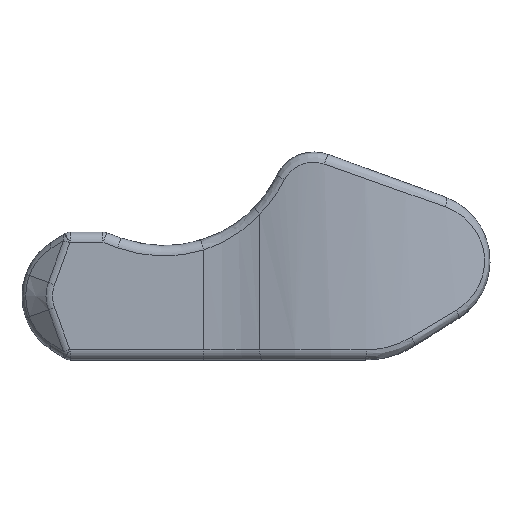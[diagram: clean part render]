
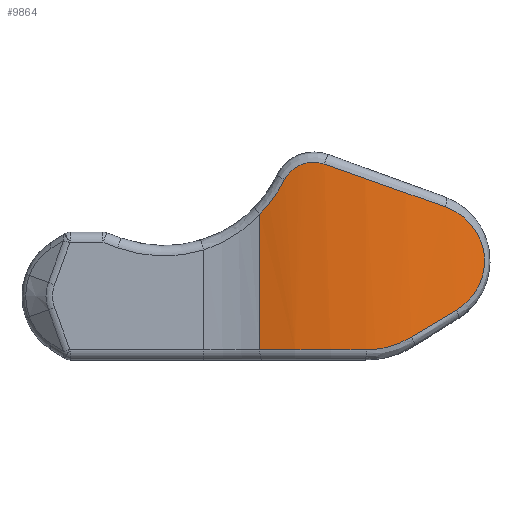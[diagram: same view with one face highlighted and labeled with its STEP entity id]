
A CAD part, left-side view. The second image highlights one B-rep face of the part: STEP entity #9864.
In plain terms, the highlighted cylindrical face has radius 154 mm (diameter 308 mm), a partial arc.
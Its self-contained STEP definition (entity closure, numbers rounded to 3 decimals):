
#577=CARTESIAN_POINT('',(-54.284,111.707,100.761));
#578=CARTESIAN_POINT('',(-54.579,110.505,101.972));
#579=CARTESIAN_POINT('',(-55.116,108.191,104.489));
#580=CARTESIAN_POINT('',(-55.786,104.98,108.575));
#581=CARTESIAN_POINT('',(-56.328,102.093,112.917));
#582=CARTESIAN_POINT('',(-56.612,100.415,115.936));
#583=CARTESIAN_POINT('',(-56.738,99.635,117.479));
#585=CARTESIAN_POINT('',(-56.738,99.635,117.479));
#586=CARTESIAN_POINT('',(-56.783,99.357,118.029));
#587=CARTESIAN_POINT('',(-56.882,98.737,119.087));
#588=CARTESIAN_POINT('',(-57.055,97.607,120.564));
#589=CARTESIAN_POINT('',(-57.243,96.3,121.895));
#590=CARTESIAN_POINT('',(-57.442,94.833,123.064));
#591=CARTESIAN_POINT('',(-57.642,93.229,124.05));
#592=CARTESIAN_POINT('',(-57.836,91.515,124.84));
#593=CARTESIAN_POINT('',(-58.02,89.713,125.421));
#594=CARTESIAN_POINT('',(-58.187,87.853,125.785));
#595=CARTESIAN_POINT('',(-58.334,85.963,125.927));
#596=CARTESIAN_POINT('',(-58.457,84.072,125.845));
#597=CARTESIAN_POINT('',(-58.556,82.203,125.542));
#598=CARTESIAN_POINT('',(-58.605,80.998,125.196));
#599=CARTESIAN_POINT('',(-58.625,80.404,124.987));
#601=CARTESIAN_POINT('',(-58.625,80.404,124.987));
#602=CARTESIAN_POINT('',(-58.742,77.077,123.815));
#603=CARTESIAN_POINT('',(-58.759,70.418,121.47));
#604=CARTESIAN_POINT('',(-58.138,60.449,117.96));
#605=CARTESIAN_POINT('',(-56.873,50.545,114.472));
#606=CARTESIAN_POINT('',(-54.971,40.75,111.023));
#607=CARTESIAN_POINT('',(-52.441,31.105,107.626));
#608=CARTESIAN_POINT('',(-50.344,24.805,105.407));
#609=CARTESIAN_POINT('',(-49.196,21.692,104.311));
#611=CARTESIAN_POINT('',(-49.196,21.692,104.311));
#612=CARTESIAN_POINT('',(-48.824,20.684,103.956));
#613=CARTESIAN_POINT('',(-48.075,18.721,103.143));
#614=CARTESIAN_POINT('',(-46.937,15.906,101.6));
#615=CARTESIAN_POINT('',(-45.825,13.303,99.775));
#616=CARTESIAN_POINT('',(-44.766,10.939,97.696));
#617=CARTESIAN_POINT('',(-43.788,8.847,95.403));
#618=CARTESIAN_POINT('',(-42.915,7.045,92.934));
#619=CARTESIAN_POINT('',(-42.166,5.546,90.326));
#620=CARTESIAN_POINT('',(-41.557,4.356,87.619));
#621=CARTESIAN_POINT('',(-41.1,3.478,84.851));
#622=CARTESIAN_POINT('',(-40.797,2.905,82.049));
#623=CARTESIAN_POINT('',(-40.651,2.63,79.234));
#624=CARTESIAN_POINT('',(-40.66,2.648,76.418));
#625=CARTESIAN_POINT('',(-40.826,2.959,73.605));
#626=CARTESIAN_POINT('',(-41.148,3.569,70.806));
#627=CARTESIAN_POINT('',(-41.624,4.485,68.045));
#628=CARTESIAN_POINT('',(-42.25,5.712,65.349));
#629=CARTESIAN_POINT('',(-43.015,7.249,62.756));
#630=CARTESIAN_POINT('',(-43.903,9.089,60.305));
#631=CARTESIAN_POINT('',(-44.892,11.215,58.037));
#632=CARTESIAN_POINT('',(-45.959,13.61,55.988));
#633=CARTESIAN_POINT('',(-46.7,15.356,54.797));
#634=CARTESIAN_POINT('',(-47.077,16.27,54.245));
#636=CARTESIAN_POINT('',(-47.077,16.27,54.245));
#637=CARTESIAN_POINT('',(-48.049,18.625,52.823));
#638=CARTESIAN_POINT('',(-49.877,23.387,49.949));
#639=CARTESIAN_POINT('',(-52.266,30.674,45.549));
#640=CARTESIAN_POINT('',(-53.618,35.614,42.567));
#641=CARTESIAN_POINT('',(-54.232,38.102,41.065));
#643=CARTESIAN_POINT('',(-54.232,38.102,41.065));
#644=CARTESIAN_POINT('',(-54.505,39.208,40.397));
#645=CARTESIAN_POINT('',(-55.037,41.467,39.173));
#646=CARTESIAN_POINT('',(-55.785,45.013,37.654));
#647=CARTESIAN_POINT('',(-56.466,48.67,36.468));
#648=CARTESIAN_POINT('',(-57.068,52.408,35.62));
#649=CARTESIAN_POINT('',(-57.582,56.193,35.112));
#650=CARTESIAN_POINT('',(-57.861,58.721,35.));
#651=CARTESIAN_POINT('',(-57.986,59.988,35.));
#653=CARTESIAN_POINT('',(95.28,75.01,35.));
#654=DIRECTION('',(0.,0.,-1.));
#655=DIRECTION('',(-0.995,-0.098,0.));
#656=AXIS2_PLACEMENT_3D('',#653,#654,#655);
#658=DIRECTION('',(0.,0.,-1.));
#659=VECTOR('',#658,65.761);
#660=CARTESIAN_POINT('',(-54.284,111.707,100.761));
#661=LINE('',#660,#659);
#680=CARTESIAN_POINT('',(-54.284,111.707,100.761));
#8061=VERTEX_POINT('',#680);
#8064=VERTEX_POINT('',#583);
#8066=VERTEX_POINT('',#599);
#8068=VERTEX_POINT('',#609);
#8070=VERTEX_POINT('',#634);
#8072=VERTEX_POINT('',#641);
#8074=VERTEX_POINT('',#651);
#8076=CARTESIAN_POINT('',(-54.284,111.707,35.));
#8077=VERTEX_POINT('',#8076);
#9842=CARTESIAN_POINT('',(95.28,75.01,1.));
#9843=DIRECTION('',(0.,0.,1.));
#9844=DIRECTION('',(0.971,-0.238,0.));
#9845=AXIS2_PLACEMENT_3D('',#9842,#9843,#9844);
#9846=CYLINDRICAL_SURFACE('',#9845,154.);
#9848=ORIENTED_EDGE('',*,*,#9847,.T.);
#9850=ORIENTED_EDGE('',*,*,#9849,.T.);
#9852=ORIENTED_EDGE('',*,*,#9851,.T.);
#9853=ORIENTED_EDGE('',*,*,#9832,.T.);
#9855=ORIENTED_EDGE('',*,*,#9854,.T.);
#9857=ORIENTED_EDGE('',*,*,#9856,.T.);
#9859=ORIENTED_EDGE('',*,*,#9858,.T.);
#9861=ORIENTED_EDGE('',*,*,#9860,.F.);
#9862=EDGE_LOOP('',(#9848,#9850,#9852,#9853,#9855,#9857,#9859,#9861));
#9863=FACE_OUTER_BOUND('',#9862,.F.);
#9864=ADVANCED_FACE('',(#9863),#9846,.T.);
#584=B_SPLINE_CURVE_WITH_KNOTS('',3,(#577,#578,#579,#580,#581,#582,#583),
.UNSPECIFIED.,.F.,.F.,(4,1,1,1,4),(0.,0.25,0.5,0.75,1.),
.UNSPECIFIED.);
#600=B_SPLINE_CURVE_WITH_KNOTS('',3,(#585,#586,#587,#588,#589,#590,#591,#592,
#593,#594,#595,#596,#597,#598,#599),.UNSPECIFIED.,.F.,.F.,(4,1,1,1,1,1,1,1,1,1,
1,1,4),(0.,0.083,0.167,0.25,0.333,
0.417,0.5,0.583,0.667,0.75,
0.833,0.917,1.),.UNSPECIFIED.);
#610=B_SPLINE_CURVE_WITH_KNOTS('',3,(#601,#602,#603,#604,#605,#606,#607,#608,
#609),.UNSPECIFIED.,.F.,.F.,(4,1,1,1,1,1,4),(0.,0.167,
0.333,0.5,0.667,0.833,1.),
.UNSPECIFIED.);
#635=B_SPLINE_CURVE_WITH_KNOTS('',3,(#611,#612,#613,#614,#615,#616,#617,#618,
#619,#620,#621,#622,#623,#624,#625,#626,#627,#628,#629,#630,#631,#632,#633,
#634),.UNSPECIFIED.,.F.,.F.,(4,1,1,1,1,1,1,1,1,1,1,1,1,1,1,1,1,1,1,1,1,4),(0.,
0.048,0.095,0.143,0.19,
0.238,0.286,0.333,0.381,
0.429,0.476,0.524,0.571,
0.619,0.667,0.714,0.762,
0.81,0.857,0.905,0.952,1.),
.UNSPECIFIED.);
#642=B_SPLINE_CURVE_WITH_KNOTS('',3,(#636,#637,#638,#639,#640,#641),
.UNSPECIFIED.,.F.,.F.,(4,1,1,4),(0.,0.333,0.667,1.),
.UNSPECIFIED.);
#652=B_SPLINE_CURVE_WITH_KNOTS('',3,(#643,#644,#645,#646,#647,#648,#649,#650,
#651),.UNSPECIFIED.,.F.,.F.,(4,1,1,1,1,1,4),(0.,0.167,
0.333,0.5,0.667,0.833,1.),
.UNSPECIFIED.);
#657=CIRCLE('',#656,154.);
#9832=EDGE_CURVE('',#8068,#8070,#635,.T.);
#9847=EDGE_CURVE('',#8061,#8064,#584,.T.);
#9849=EDGE_CURVE('',#8064,#8066,#600,.T.);
#9851=EDGE_CURVE('',#8066,#8068,#610,.T.);
#9854=EDGE_CURVE('',#8070,#8072,#642,.T.);
#9856=EDGE_CURVE('',#8072,#8074,#652,.T.);
#9858=EDGE_CURVE('',#8074,#8077,#657,.T.);
#9860=EDGE_CURVE('',#8061,#8077,#661,.T.);
